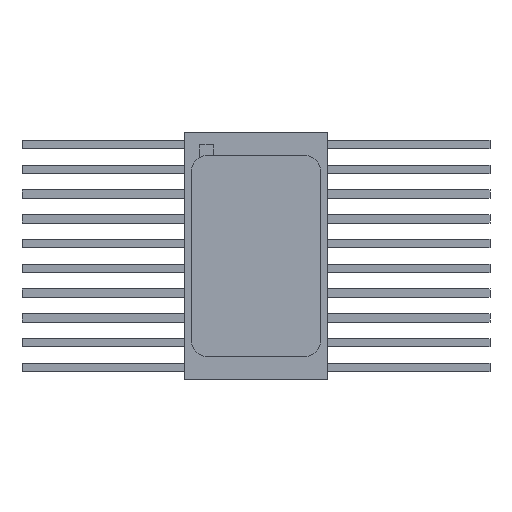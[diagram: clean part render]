
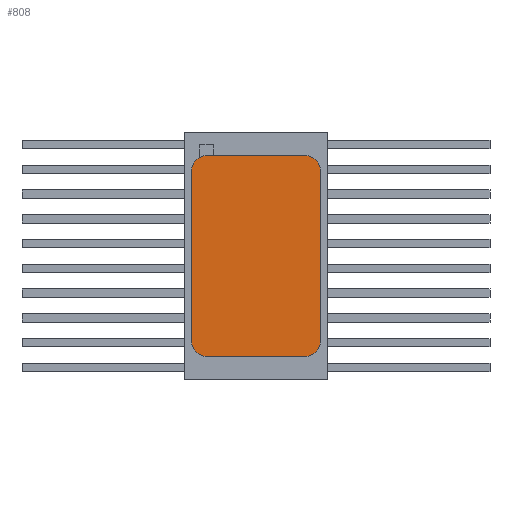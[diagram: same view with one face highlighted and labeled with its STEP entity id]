
A CAD part, top view. The second image highlights one B-rep face of the part: STEP entity #808.
In plain terms, the highlighted face is planar.
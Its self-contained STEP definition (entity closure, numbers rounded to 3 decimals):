
#565=CARTESIAN_POINT('',(2.54,0.303,4.385));
#566=DIRECTION('',(0.,1.,0.));
#567=DIRECTION('',(0.,0.,1.));
#568=AXIS2_PLACEMENT_3D('',#565,#566,#567);
#573=DIRECTION('',(1.,0.,0.));
#574=VECTOR('',#573,5.08);
#575=CARTESIAN_POINT('',(-2.54,0.303,5.145));
#576=LINE('',#575,#574);
#580=CARTESIAN_POINT('',(-2.54,0.303,4.385));
#581=DIRECTION('',(0.,1.,0.));
#582=DIRECTION('',(-1.,0.,0.));
#583=AXIS2_PLACEMENT_3D('',#580,#581,#582);
#588=DIRECTION('',(0.,0.,1.));
#589=VECTOR('',#588,8.77);
#590=CARTESIAN_POINT('',(-3.3,0.303,-4.385));
#591=LINE('',#590,#589);
#595=CARTESIAN_POINT('',(-2.54,0.303,-4.385));
#596=DIRECTION('',(0.,1.,0.));
#597=DIRECTION('',(0.,0.,-1.));
#598=AXIS2_PLACEMENT_3D('',#595,#596,#597);
#603=DIRECTION('',(-1.,0.,0.));
#604=VECTOR('',#603,5.08);
#605=CARTESIAN_POINT('',(2.54,0.303,-5.145));
#606=LINE('',#605,#604);
#610=CARTESIAN_POINT('',(2.54,0.303,-4.385));
#611=DIRECTION('',(0.,1.,0.));
#612=DIRECTION('',(1.,0.,0.));
#613=AXIS2_PLACEMENT_3D('',#610,#611,#612);
#618=DIRECTION('',(0.,0.,-1.));
#619=VECTOR('',#618,8.77);
#620=CARTESIAN_POINT('',(3.3,0.303,4.385));
#621=LINE('',#620,#619);
#629=CARTESIAN_POINT('',(2.54,0.303,5.145));
#630=VERTEX_POINT('',#629);
#631=CARTESIAN_POINT('',(3.3,0.303,4.385));
#632=VERTEX_POINT('',#631);
#637=CARTESIAN_POINT('',(-3.3,0.303,4.385));
#638=VERTEX_POINT('',#637);
#639=CARTESIAN_POINT('',(-2.54,0.303,5.145));
#640=VERTEX_POINT('',#639);
#645=CARTESIAN_POINT('',(-2.54,0.303,-5.145));
#646=VERTEX_POINT('',#645);
#647=CARTESIAN_POINT('',(-3.3,0.303,-4.385));
#648=VERTEX_POINT('',#647);
#653=CARTESIAN_POINT('',(3.3,0.303,-4.385));
#654=VERTEX_POINT('',#653);
#655=CARTESIAN_POINT('',(2.54,0.303,-5.145));
#656=VERTEX_POINT('',#655);
#793=CARTESIAN_POINT('',(0.,0.303,0.));
#794=DIRECTION('',(0.,1.,0.));
#795=DIRECTION('',(1.,0.,0.));
#796=AXIS2_PLACEMENT_3D('',#793,#794,#795);
#797=PLANE('',#796);
#798=ORIENTED_EDGE('',*,*,#689,.F.);
#799=ORIENTED_EDGE('',*,*,#705,.F.);
#800=ORIENTED_EDGE('',*,*,#718,.F.);
#801=ORIENTED_EDGE('',*,*,#733,.F.);
#802=ORIENTED_EDGE('',*,*,#746,.F.);
#803=ORIENTED_EDGE('',*,*,#761,.F.);
#804=ORIENTED_EDGE('',*,*,#774,.F.);
#805=ORIENTED_EDGE('',*,*,#786,.F.);
#806=EDGE_LOOP('',(#798,#799,#800,#801,#802,#803,#804,#805));
#807=FACE_OUTER_BOUND('',#806,.F.);
#808=ADVANCED_FACE('',(#807),#797,.T.);
#569=CIRCLE('',#568,0.76);
#584=CIRCLE('',#583,0.76);
#599=CIRCLE('',#598,0.76);
#614=CIRCLE('',#613,0.76);
#689=EDGE_CURVE('',#630,#632,#569,.T.);
#705=EDGE_CURVE('',#640,#630,#576,.T.);
#718=EDGE_CURVE('',#638,#640,#584,.T.);
#733=EDGE_CURVE('',#648,#638,#591,.T.);
#746=EDGE_CURVE('',#646,#648,#599,.T.);
#761=EDGE_CURVE('',#656,#646,#606,.T.);
#774=EDGE_CURVE('',#654,#656,#614,.T.);
#786=EDGE_CURVE('',#632,#654,#621,.T.);
